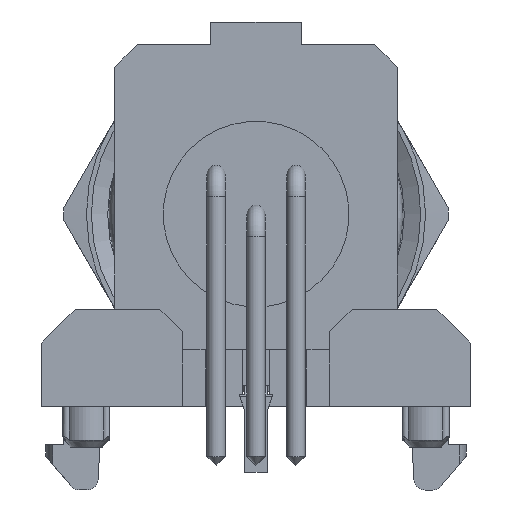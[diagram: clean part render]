
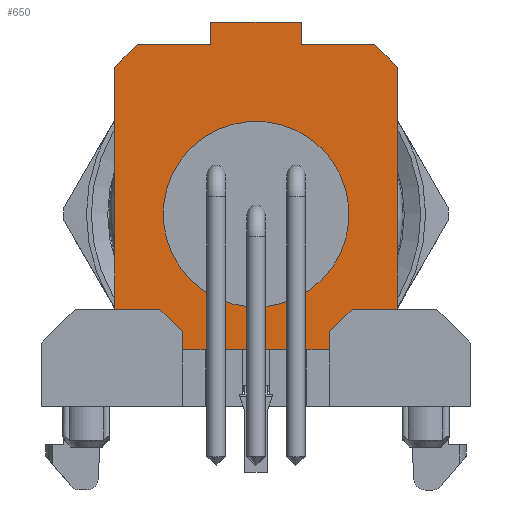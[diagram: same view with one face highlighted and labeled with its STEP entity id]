
A CAD part, front view. The second image highlights one B-rep face of the part: STEP entity #650.
In plain terms, the highlighted planar face has unit normal (0, -1, 0).
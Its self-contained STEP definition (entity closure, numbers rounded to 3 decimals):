
#22 = VERTEX_POINT('',#23);
#23 = CARTESIAN_POINT('',(-2.308,6.757,8.095));
#31 = EDGE_CURVE('',#32,#22,#34,.T.);
#32 = VERTEX_POINT('',#33);
#33 = CARTESIAN_POINT('',(-2.308,6.757,8.925)
  );
#34 = CIRCLE('',#35,4.107);
#35 = AXIS2_PLACEMENT_3D('',#36,#37,#38);
#36 = CARTESIAN_POINT('',(1.779,6.757,8.51));
#37 = DIRECTION('',(0.,1.,0.));
#38 = DIRECTION('',(0.707,0.,-0.707)
  );
#72 = EDGE_CURVE('',#22,#32,#73,.T.);
#73 = CIRCLE('',#74,4.1);
#74 = AXIS2_PLACEMENT_3D('',#75,#76,#77);
#75 = CARTESIAN_POINT('',(1.771,6.757,8.51));
#76 = DIRECTION('',(0.,1.,0.));
#77 = DIRECTION('',(-1.,0.,0.));
#650 = ADVANCED_FACE('',(#651,#813),#817,.T.);
#651 = FACE_BOUND('',#652,.T.);
#652 = EDGE_LOOP('',(#653,#663,#671,#679,#687,#695,#703,#711,#719,#727,
    #735,#743,#751,#759,#767,#775,#783,#791,#799,#807));
#653 = ORIENTED_EDGE('',*,*,#654,.T.);
#654 = EDGE_CURVE('',#655,#657,#659,.T.);
#655 = VERTEX_POINT('',#656);
#656 = CARTESIAN_POINT('',(-4.479,6.757,15.01));
#657 = VERTEX_POINT('',#658);
#658 = CARTESIAN_POINT('',(-4.479,6.757,4.31));
#659 = LINE('',#660,#661);
#660 = CARTESIAN_POINT('',(-4.479,6.757,11.581));
#661 = VECTOR('',#662,1.);
#662 = DIRECTION('',(0.,0.,-1.));
#663 = ORIENTED_EDGE('',*,*,#664,.T.);
#664 = EDGE_CURVE('',#657,#665,#667,.T.);
#665 = VERTEX_POINT('',#666);
#666 = CARTESIAN_POINT('',(-2.479,6.757,4.31));
#667 = LINE('',#668,#669);
#668 = CARTESIAN_POINT('',(-2.229,6.757,4.31));
#669 = VECTOR('',#670,1.);
#670 = DIRECTION('',(1.,0.,0.));
#671 = ORIENTED_EDGE('',*,*,#672,.T.);
#672 = EDGE_CURVE('',#665,#673,#675,.T.);
#673 = VERTEX_POINT('',#674);
#674 = CARTESIAN_POINT('',(-1.479,6.757,3.31));
#675 = LINE('',#676,#677);
#676 = CARTESIAN_POINT('',(-1.877,6.757,3.708));
#677 = VECTOR('',#678,1.);
#678 = DIRECTION('',(0.707,0.,-0.707)
  );
#679 = ORIENTED_EDGE('',*,*,#680,.T.);
#680 = EDGE_CURVE('',#673,#681,#683,.T.);
#681 = VERTEX_POINT('',#682);
#682 = CARTESIAN_POINT('',(-1.479,6.757,2.51));
#683 = LINE('',#684,#685);
#684 = CARTESIAN_POINT('',(-1.479,6.757,4.081));
#685 = VECTOR('',#686,1.);
#686 = DIRECTION('',(0.,0.,-1.));
#687 = ORIENTED_EDGE('',*,*,#688,.T.);
#688 = EDGE_CURVE('',#681,#689,#691,.T.);
#689 = VERTEX_POINT('',#690);
#690 = CARTESIAN_POINT('',(-0.479,6.757,2.51));
#691 = LINE('',#692,#693);
#692 = CARTESIAN_POINT('',(1.771,6.757,2.51));
#693 = VECTOR('',#694,1.);
#694 = DIRECTION('',(1.,0.,0.));
#695 = ORIENTED_EDGE('',*,*,#696,.T.);
#696 = EDGE_CURVE('',#689,#697,#699,.T.);
#697 = VERTEX_POINT('',#698);
#698 = CARTESIAN_POINT('',(1.171,6.757,2.51));
#699 = LINE('',#700,#701);
#700 = CARTESIAN_POINT('',(1.771,6.757,2.51));
#701 = VECTOR('',#702,1.);
#702 = DIRECTION('',(1.,0.,0.));
#703 = ORIENTED_EDGE('',*,*,#704,.T.);
#704 = EDGE_CURVE('',#697,#705,#707,.T.);
#705 = VERTEX_POINT('',#706);
#706 = CARTESIAN_POINT('',(2.371,6.757,2.51));
#707 = LINE('',#708,#709);
#708 = CARTESIAN_POINT('',(1.771,6.757,2.51));
#709 = VECTOR('',#710,1.);
#710 = DIRECTION('',(1.,0.,0.));
#711 = ORIENTED_EDGE('',*,*,#712,.T.);
#712 = EDGE_CURVE('',#705,#713,#715,.T.);
#713 = VERTEX_POINT('',#714);
#714 = CARTESIAN_POINT('',(4.021,6.757,2.51));
#715 = LINE('',#716,#717);
#716 = CARTESIAN_POINT('',(1.771,6.757,2.51));
#717 = VECTOR('',#718,1.);
#718 = DIRECTION('',(1.,0.,0.));
#719 = ORIENTED_EDGE('',*,*,#720,.T.);
#720 = EDGE_CURVE('',#713,#721,#723,.T.);
#721 = VERTEX_POINT('',#722);
#722 = CARTESIAN_POINT('',(5.021,6.757,2.51));
#723 = LINE('',#724,#725);
#724 = CARTESIAN_POINT('',(1.771,6.757,2.51));
#725 = VECTOR('',#726,1.);
#726 = DIRECTION('',(1.,0.,0.));
#727 = ORIENTED_EDGE('',*,*,#728,.T.);
#728 = EDGE_CURVE('',#721,#729,#731,.T.);
#729 = VERTEX_POINT('',#730);
#730 = CARTESIAN_POINT('',(5.021,6.757,3.31));
#731 = LINE('',#732,#733);
#732 = CARTESIAN_POINT('',(5.021,6.757,4.081));
#733 = VECTOR('',#734,1.);
#734 = DIRECTION('',(0.,0.,1.));
#735 = ORIENTED_EDGE('',*,*,#736,.T.);
#736 = EDGE_CURVE('',#729,#737,#739,.T.);
#737 = VERTEX_POINT('',#738);
#738 = CARTESIAN_POINT('',(6.021,6.757,4.31));
#739 = LINE('',#740,#741);
#740 = CARTESIAN_POINT('',(5.419,6.757,3.708));
#741 = VECTOR('',#742,1.);
#742 = DIRECTION('',(0.707,0.,0.707)
  );
#743 = ORIENTED_EDGE('',*,*,#744,.T.);
#744 = EDGE_CURVE('',#737,#745,#747,.T.);
#745 = VERTEX_POINT('',#746);
#746 = CARTESIAN_POINT('',(8.021,6.757,4.31));
#747 = LINE('',#748,#749);
#748 = CARTESIAN_POINT('',(3.396,6.757,4.31));
#749 = VECTOR('',#750,1.);
#750 = DIRECTION('',(1.,0.,0.));
#751 = ORIENTED_EDGE('',*,*,#752,.T.);
#752 = EDGE_CURVE('',#745,#753,#755,.T.);
#753 = VERTEX_POINT('',#754);
#754 = CARTESIAN_POINT('',(8.021,6.757,15.01));
#755 = LINE('',#756,#757);
#756 = CARTESIAN_POINT('',(8.021,6.757,11.581));
#757 = VECTOR('',#758,1.);
#758 = DIRECTION('',(0.,0.,1.));
#759 = ORIENTED_EDGE('',*,*,#760,.F.);
#760 = EDGE_CURVE('',#761,#753,#763,.T.);
#761 = VERTEX_POINT('',#762);
#762 = CARTESIAN_POINT('',(7.021,6.757,16.01));
#763 = LINE('',#764,#765);
#764 = CARTESIAN_POINT('',(7.923,6.757,15.108));
#765 = VECTOR('',#766,1.);
#766 = DIRECTION('',(0.707,0.,-0.707)
  );
#767 = ORIENTED_EDGE('',*,*,#768,.F.);
#768 = EDGE_CURVE('',#769,#761,#771,.T.);
#769 = VERTEX_POINT('',#770);
#770 = CARTESIAN_POINT('',(3.771,6.757,16.01));
#771 = LINE('',#772,#773);
#772 = CARTESIAN_POINT('',(3.771,6.757,16.01));
#773 = VECTOR('',#774,1.);
#774 = DIRECTION('',(1.,0.,0.));
#775 = ORIENTED_EDGE('',*,*,#776,.F.);
#776 = EDGE_CURVE('',#777,#769,#779,.T.);
#777 = VERTEX_POINT('',#778);
#778 = CARTESIAN_POINT('',(3.771,6.757,17.01));
#779 = LINE('',#780,#781);
#780 = CARTESIAN_POINT('',(3.771,6.757,17.01));
#781 = VECTOR('',#782,1.);
#782 = DIRECTION('',(0.,0.,-1.));
#783 = ORIENTED_EDGE('',*,*,#784,.F.);
#784 = EDGE_CURVE('',#785,#777,#787,.T.);
#785 = VERTEX_POINT('',#786);
#786 = CARTESIAN_POINT('',(-0.229,6.757,17.01));
#787 = LINE('',#788,#789);
#788 = CARTESIAN_POINT('',(-0.229,6.757,17.01));
#789 = VECTOR('',#790,1.);
#790 = DIRECTION('',(1.,0.,0.));
#791 = ORIENTED_EDGE('',*,*,#792,.F.);
#792 = EDGE_CURVE('',#793,#785,#795,.T.);
#793 = VERTEX_POINT('',#794);
#794 = CARTESIAN_POINT('',(-0.229,6.757,16.01));
#795 = LINE('',#796,#797);
#796 = CARTESIAN_POINT('',(-0.229,6.757,16.01));
#797 = VECTOR('',#798,1.);
#798 = DIRECTION('',(0.,0.,1.));
#799 = ORIENTED_EDGE('',*,*,#800,.F.);
#800 = EDGE_CURVE('',#801,#793,#803,.T.);
#801 = VERTEX_POINT('',#802);
#802 = CARTESIAN_POINT('',(-3.479,6.757,16.01));
#803 = LINE('',#804,#805);
#804 = CARTESIAN_POINT('',(-3.479,6.757,16.01));
#805 = VECTOR('',#806,1.);
#806 = DIRECTION('',(1.,0.,0.));
#807 = ORIENTED_EDGE('',*,*,#808,.F.);
#808 = EDGE_CURVE('',#655,#801,#809,.T.);
#809 = LINE('',#810,#811);
#810 = CARTESIAN_POINT('',(-4.479,6.757,15.01));
#811 = VECTOR('',#812,1.);
#812 = DIRECTION('',(0.707,0.,0.707)
  );
#813 = FACE_BOUND('',#814,.T.);
#814 = EDGE_LOOP('',(#815,#816));
#815 = ORIENTED_EDGE('',*,*,#31,.T.);
#816 = ORIENTED_EDGE('',*,*,#72,.T.);
#817 = PLANE('',#818);
#818 = AXIS2_PLACEMENT_3D('',#819,#820,#821);
#819 = CARTESIAN_POINT('',(1.771,6.757,7.152));
#820 = DIRECTION('',(0.,-1.,0.));
#821 = DIRECTION('',(0.,0.,-1.));
